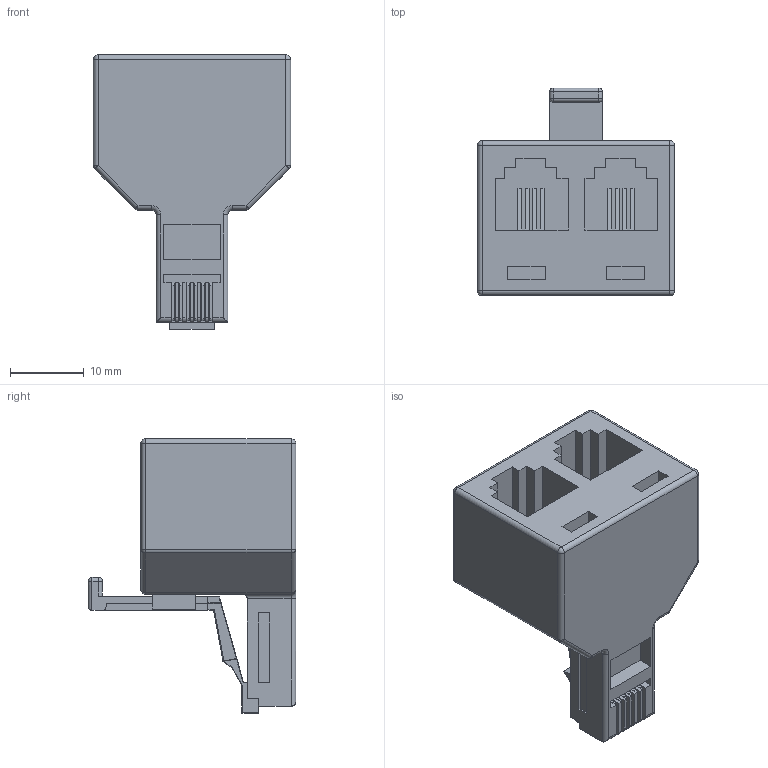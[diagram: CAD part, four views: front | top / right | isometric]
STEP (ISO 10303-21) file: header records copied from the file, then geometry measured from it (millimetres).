
FILE_DESCRIPTION (( 'STEP AP203' ), '1' );
FILE_NAME ('EC503-4.STEP', '2006-06-30T20:15:19', ( ' ' ), ( ' ' ), 'SwSTEP 2.0', 'SolidWorks 2005354', '' );
FILE_SCHEMA (( 'CONFIG_CONTROL_DESIGN' ));
Length unit declared in the file: inch
Products named in the file (3): EC503-448 PLUNGER; EC503-4
Assembly tree (2 placements, depth 2):
  EC503-4
    EC503-448 PLUNGER
    EC503-4
Bounding box: 26.77 x 28.19 x 37.24 mm (x, y, z)
Volume: 10409.7 mm3; surface area: 5680.8 mm2
Topology: 2 solids, 2 shells, 343 faces, 871 edges, 531 vertices
Faces by surface type: plane 214, cylinder 96, sphere 18, bspline 9, torus 6
Entity records: 10834 total; most frequent: CARTESIAN_POINT 2473, ORIENTED_EDGE 1694, DIRECTION 1625, EDGE_CURVE 847, VECTOR 655, LINE 655, VERTEX_POINT 531, AXIS2_PLACEMENT_3D 485
